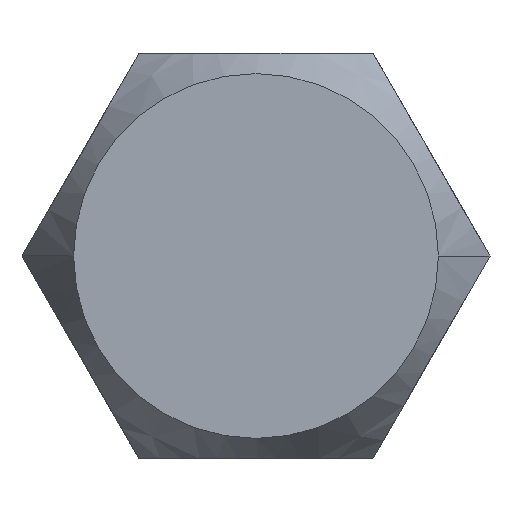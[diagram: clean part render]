
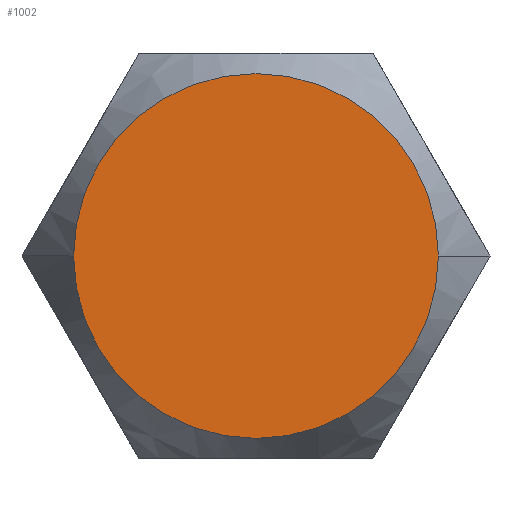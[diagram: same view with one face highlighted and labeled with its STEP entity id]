
A CAD part, front view. The second image highlights one B-rep face of the part: STEP entity #1002.
In plain terms, the highlighted planar face has unit normal (0, -1, 0).
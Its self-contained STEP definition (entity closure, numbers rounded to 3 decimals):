
#33 = AXIS2_PLACEMENT_3D ( 'NONE', #784, #180, #2371 ) ;
#180 = DIRECTION ( 'NONE',  ( 0., -1., 0. ) ) ;
#519 = CIRCLE ( 'NONE', #1726, 2.858 ) ;
#674 = DIRECTION ( 'NONE',  ( -1., 0., 0. ) ) ;
#784 = CARTESIAN_POINT ( 'NONE',  ( 0., 0., 0. ) ) ;
#947 = EDGE_CURVE ( 'Defeature ausgef�hrt1_33+Defeature ausgef�hrt1_32+Defeature ausgef�hrt1_32+Defeature ausgef�hrt1_32', #2883, #2697, #519, .T. ) ;
#1002 = ADVANCED_FACE ( 'Defeature ausgef�hrt1_33', ( #2279 ), #1625, .T. ) ;
#1266 = AXIS2_PLACEMENT_3D ( 'NONE', #1989, #3216, #674 ) ;
#1625 = PLANE ( 'NONE',  #1266 ) ;
#1671 = CARTESIAN_POINT ( 'NONE',  ( 0., 0., 0. ) ) ;
#1726 = AXIS2_PLACEMENT_3D ( 'NONE', #1671, #2923, #3861 ) ;
#1989 = CARTESIAN_POINT ( 'NONE',  ( 0., 0., 6.35 ) ) ;
#2279 = FACE_OUTER_BOUND ( 'NONE', #3210, .T. ) ;
#2371 = DIRECTION ( 'NONE',  ( -1., 0., 0. ) ) ;
#2697 = VERTEX_POINT ( 'NONE', #3937 ) ;
#2751 = ORIENTED_EDGE ( 'NONE', *, *, #947, .T. ) ;
#2883 = VERTEX_POINT ( 'NONE', #3469 ) ;
#2923 = DIRECTION ( 'NONE',  ( 0., -1., 0. ) ) ;
#3210 = EDGE_LOOP ( 'NONE', ( #3951, #2751 ) ) ;
#3216 = DIRECTION ( 'NONE',  ( 0., -1., 0. ) ) ;
#3234 = CIRCLE ( 'NONE', #33, 2.858 ) ;
#3469 = CARTESIAN_POINT ( 'NONE',  ( -2.858, 0., 0. ) ) ;
#3861 = DIRECTION ( 'NONE',  ( -1., 0., 0. ) ) ;
#3904 = EDGE_CURVE ( 'Defeature ausgef�hrt1_33+Defeature ausgef�hrt1_32+Defeature ausgef�hrt1_32+Defeature ausgef�hrt1_32', #2697, #2883, #3234, .T. ) ;
#3937 = CARTESIAN_POINT ( 'NONE',  ( 2.858, 0., 0. ) ) ;
#3951 = ORIENTED_EDGE ( 'NONE', *, *, #3904, .T. ) ;
